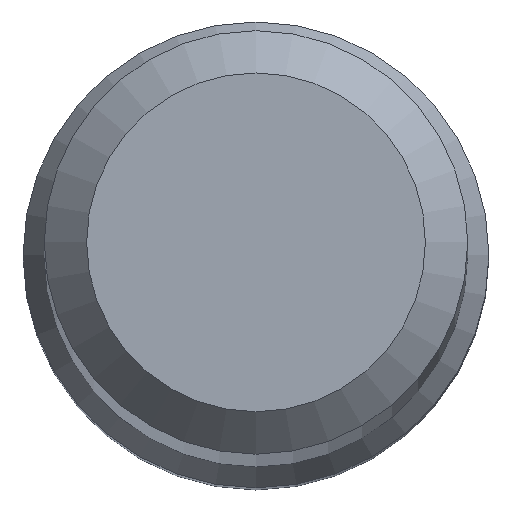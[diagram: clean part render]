
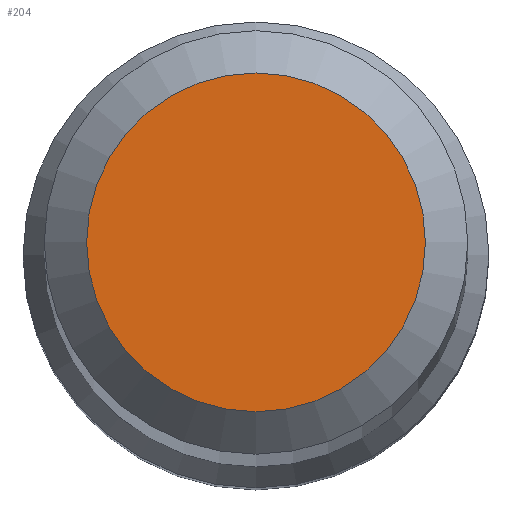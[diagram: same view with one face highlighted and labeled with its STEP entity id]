
A CAD part, top view. The second image highlights one B-rep face of the part: STEP entity #204.
In plain terms, the highlighted planar face has unit normal (0, 0, 1).
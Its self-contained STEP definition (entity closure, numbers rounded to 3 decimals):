
#4 = DIRECTION ( 'NONE',  ( 0., 0., -1. ) ) ;
#7 = DIRECTION ( 'NONE',  ( 0., 1., 0. ) ) ;
#54 = FACE_OUTER_BOUND ( 'NONE', #211, .T. ) ;
#60 = CIRCLE ( 'NONE', #184, 1.6 ) ;
#65 = CARTESIAN_POINT ( 'NONE',  ( 0., 0., 80. ) ) ;
#76 = VERTEX_POINT ( 'NONE', #177 ) ;
#91 = PLANE ( 'NONE',  #128 ) ;
#128 = AXIS2_PLACEMENT_3D ( 'NONE', #229, #4, #7 ) ;
#133 = DIRECTION ( 'NONE',  ( 0., 1., 0. ) ) ;
#142 = EDGE_CURVE ( 'NONE', #76, #76, #60, .T. ) ;
#177 = CARTESIAN_POINT ( 'NONE',  ( 0., 1.6, 80. ) ) ;
#184 = AXIS2_PLACEMENT_3D ( 'NONE', #65, #237, #133 ) ;
#185 = ORIENTED_EDGE ( 'NONE', *, *, #142, .F. ) ;
#204 = ADVANCED_FACE ( 'NONE', ( #54 ), #91, .F. ) ;
#211 = EDGE_LOOP ( 'NONE', ( #185 ) ) ;
#229 = CARTESIAN_POINT ( 'NONE',  ( 0., 0., 80. ) ) ;
#237 = DIRECTION ( 'NONE',  ( 0., 0., -1. ) ) ;
